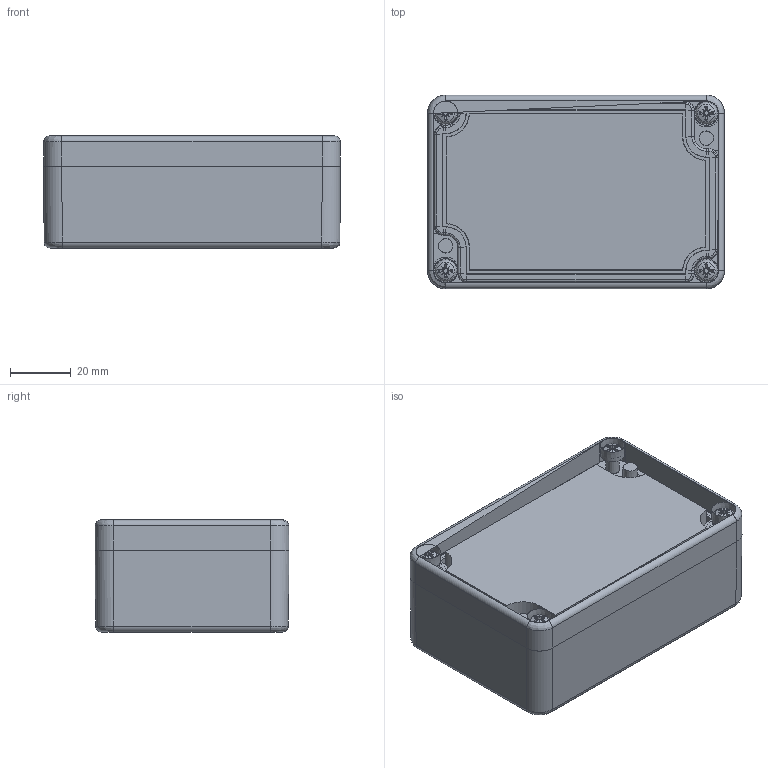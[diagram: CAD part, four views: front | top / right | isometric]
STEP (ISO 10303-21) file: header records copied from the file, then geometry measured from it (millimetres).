
FILE_DESCRIPTION((''),'2;1');
FILE_NAME('03-0110-0800-MBM-MBT-090603.stp','2007-04-16T20:04:47',('PC'),(''),'Autodesk Inventor 10','Autodesk Inventor 10','');
FILE_SCHEMA(('AUTOMOTIVE_DESIGN { 1 0 10303 214 1 1 1 1 }'));
Length unit declared in the file: millimetre
Products named in the file (6): 03-0110-0800-MBM-MBT-090603; UT-PC-090603; OT-PC-060509; Gewindemuffe-M4; Flachkopfschraube mit Kreuzschlitz - Typ IA - Metrisch M4x0.7 x 20; O-Ring-03-800
Assembly tree (11 placements, depth 2):
  03-0110-0800-MBM-MBT-090603
    UT-PC-090603
    OT-PC-060509
    Gewindemuffe-M4  x4
    Flachkopfschraube mit Kreuzschlitz - Typ IA - Metrisch M4x0.7 x 20  x4
    O-Ring-03-800
Bounding box: 98 x 64 x 37 mm (x, y, z)
Volume: 96012.9 mm3; surface area: 56998.3 mm2
Topology: 11 solids, 11 shells, 461 faces, 1108 edges, 706 vertices
Faces by surface type: plane 185, cone 100, bspline 70, cylinder 70, torus 32, sphere 4
Full cylindrical faces by diameter (mm): 2.75 x12, 4 x4, 5 x4, 7.2 x4, 8 x4
Entity records: 12639 total; most frequent: CARTESIAN_POINT 5323, DIRECTION 1468, ORIENTED_EDGE 1408, EDGE_CURVE 704, AXIS2_PLACEMENT_3D 573, VERTEX_POINT 482, EDGE_LOOP 438, FACE_OUTER_BOUND 323
